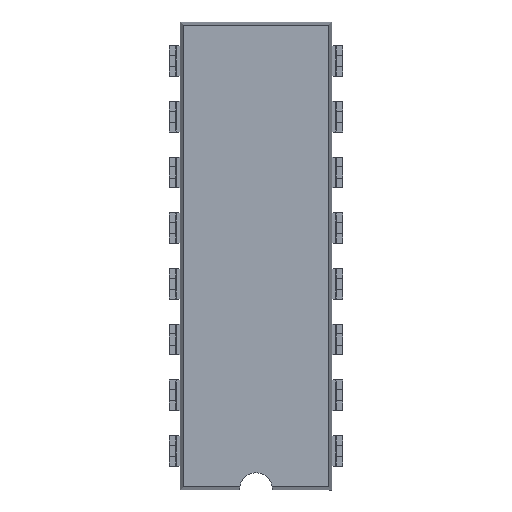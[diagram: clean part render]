
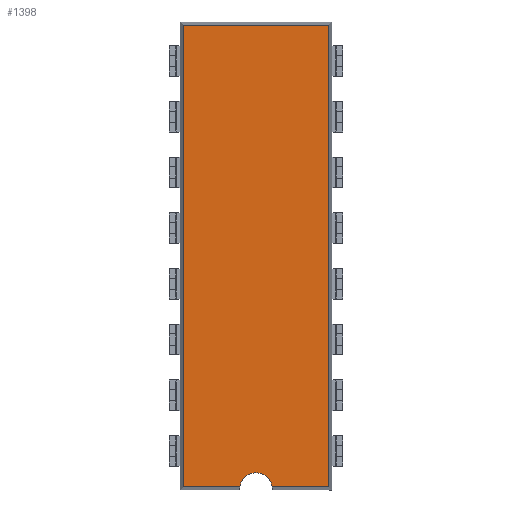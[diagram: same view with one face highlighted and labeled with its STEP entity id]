
A CAD part, front view. The second image highlights one B-rep face of the part: STEP entity #1398.
In plain terms, the highlighted planar face has unit normal (0, -1, 0).
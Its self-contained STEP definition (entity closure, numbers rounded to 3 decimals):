
#239 = DIRECTION ( 'NONE',  ( -1., 0., 0. ) ) ;
#407 = DIRECTION ( 'NONE',  ( 0., 1., 0. ) ) ;
#413 = VERTEX_POINT ( 'NONE', #3905 ) ;
#705 = PLANE ( 'NONE',  #1912 ) ;
#802 = CARTESIAN_POINT ( 'NONE',  ( 3.95, 1.52, -10.527 ) ) ;
#833 = VERTEX_POINT ( 'NONE', #5790 ) ;
#888 = CARTESIAN_POINT ( 'NONE',  ( -0.741, 1.52, -10.527 ) ) ;
#993 = ORIENTED_EDGE ( 'NONE', *, *, #1747, .T. ) ;
#1008 = ORIENTED_EDGE ( 'NONE', *, *, #7453, .F. ) ;
#1043 = VECTOR ( 'NONE', #7256, 1000. ) ;
#1195 = AXIS2_PLACEMENT_3D ( 'NONE', #3961, #407, #6322 ) ;
#1287 = DIRECTION ( 'NONE',  ( 0., 0., 1. ) ) ;
#1392 = LINE ( 'NONE', #3049, #7482 ) ;
#1398 = ADVANCED_FACE ( 'NONE', ( #7067 ), #705, .T. ) ;
#1736 = DIRECTION ( 'NONE',  ( 0., 0., 1. ) ) ;
#1747 = EDGE_CURVE ( 'NONE', #1910, #833, #5829, .T. ) ;
#1910 = VERTEX_POINT ( 'NONE', #888 ) ;
#1912 = AXIS2_PLACEMENT_3D ( 'NONE', #3676, #3061, #3644 ) ;
#2043 = CARTESIAN_POINT ( 'NONE',  ( 3.95, 1.52, -10.527 ) ) ;
#2590 = LINE ( 'NONE', #802, #5096 ) ;
#2876 = ORIENTED_EDGE ( 'NONE', *, *, #6940, .T. ) ;
#3007 = VECTOR ( 'NONE', #3318, 1000. ) ;
#3049 = CARTESIAN_POINT ( 'NONE',  ( 3.317, 1.52, -10.67 ) ) ;
#3061 = DIRECTION ( 'NONE',  ( 0., -1., 0. ) ) ;
#3318 = DIRECTION ( 'NONE',  ( -1., 0., 0. ) ) ;
#3570 = EDGE_CURVE ( 'NONE', #1910, #413, #2590, .T. ) ;
#3644 = DIRECTION ( 'NONE',  ( 1., 0., 0. ) ) ;
#3676 = CARTESIAN_POINT ( 'NONE',  ( 0., 1.52, 0. ) ) ;
#3901 = LINE ( 'NONE', #7459, #3007 ) ;
#3905 = CARTESIAN_POINT ( 'NONE',  ( -3.317, 1.52, -10.527 ) ) ;
#3961 = CARTESIAN_POINT ( 'NONE',  ( 0., 1.52, -10.641 ) ) ;
#4120 = VERTEX_POINT ( 'NONE', #7430 ) ;
#4126 = CARTESIAN_POINT ( 'NONE',  ( -3.317, 1.52, -10.67 ) ) ;
#4136 = EDGE_CURVE ( 'NONE', #7164, #5643, #3901, .T. ) ;
#4165 = EDGE_LOOP ( 'NONE', ( #5407, #4238, #4516, #993, #1008, #2876 ) ) ;
#4238 = ORIENTED_EDGE ( 'NONE', *, *, #7188, .F. ) ;
#4390 = LINE ( 'NONE', #2043, #1043 ) ;
#4516 = ORIENTED_EDGE ( 'NONE', *, *, #3570, .F. ) ;
#5096 = VECTOR ( 'NONE', #239, 1000. ) ;
#5302 = LINE ( 'NONE', #4126, #5425 ) ;
#5407 = ORIENTED_EDGE ( 'NONE', *, *, #4136, .T. ) ;
#5425 = VECTOR ( 'NONE', #1736, 1000. ) ;
#5643 = VERTEX_POINT ( 'NONE', #6979 ) ;
#5729 = CARTESIAN_POINT ( 'NONE',  ( 3.317, 1.52, 10.527 ) ) ;
#5790 = CARTESIAN_POINT ( 'NONE',  ( 0.741, 1.52, -10.527 ) ) ;
#5829 = CIRCLE ( 'NONE', #1195, 0.75 ) ;
#6322 = DIRECTION ( 'NONE',  ( -1., 0., 0. ) ) ;
#6940 = EDGE_CURVE ( 'NONE', #4120, #7164, #1392, .T. ) ;
#6979 = CARTESIAN_POINT ( 'NONE',  ( -3.317, 1.52, 10.527 ) ) ;
#7067 = FACE_OUTER_BOUND ( 'NONE', #4165, .T. ) ;
#7164 = VERTEX_POINT ( 'NONE', #5729 ) ;
#7188 = EDGE_CURVE ( 'NONE', #413, #5643, #5302, .T. ) ;
#7256 = DIRECTION ( 'NONE',  ( -1., 0., 0. ) ) ;
#7430 = CARTESIAN_POINT ( 'NONE',  ( 3.317, 1.52, -10.527 ) ) ;
#7453 = EDGE_CURVE ( 'NONE', #4120, #833, #4390, .T. ) ;
#7459 = CARTESIAN_POINT ( 'NONE',  ( 3.95, 1.52, 10.527 ) ) ;
#7482 = VECTOR ( 'NONE', #1287, 1000. ) ;
